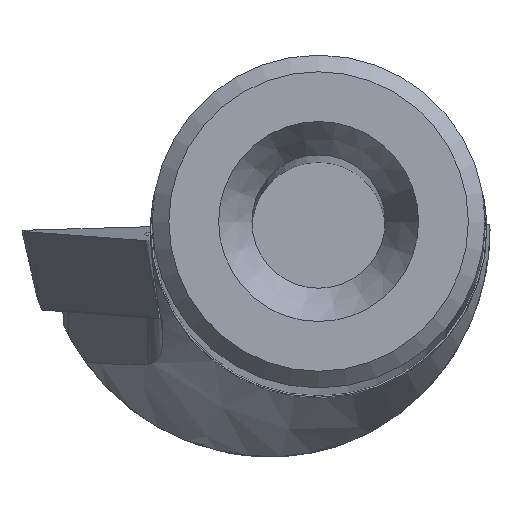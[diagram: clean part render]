
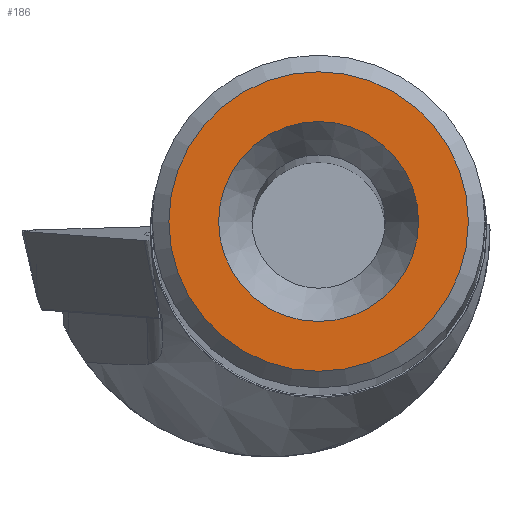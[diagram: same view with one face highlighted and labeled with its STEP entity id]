
A CAD part, top view. The second image highlights one B-rep face of the part: STEP entity #186.
In plain terms, the highlighted planar face has unit normal (0, 0, 1).
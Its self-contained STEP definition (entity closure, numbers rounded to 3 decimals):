
#186=ADVANCED_FACE('',(#367,#368),#222,.T.);
#222=PLANE('',#989);
#367=FACE_BOUND('',#413,.T.);
#368=FACE_BOUND('',#414,.T.);
#413=EDGE_LOOP('',(#556));
#414=EDGE_LOOP('',(#557));
#556=ORIENTED_EDGE('',*,*,#809,.F.);
#557=ORIENTED_EDGE('',*,*,#810,.T.);
#717=VERTEX_POINT('',#1594);
#718=VERTEX_POINT('',#1596);
#809=EDGE_CURVE('',#717,#717,#859,.T.);
#810=EDGE_CURVE('',#718,#718,#860,.T.);
#859=CIRCLE('',#987,3.);
#860=CIRCLE('',#988,4.494);
#987=AXIS2_PLACEMENT_3D('',#1593,#1164,#1165);
#988=AXIS2_PLACEMENT_3D('',#1595,#1166,#1167);
#989=AXIS2_PLACEMENT_3D('',#1597,#1168,#1169);
#1164=DIRECTION('',(0.,0.,1.));
#1165=DIRECTION('',(1.,0.,0.));
#1166=DIRECTION('',(0.,0.,1.));
#1167=DIRECTION('',(1.,0.,0.));
#1168=DIRECTION('',(0.,0.,1.));
#1169=DIRECTION('',(1.,0.,0.));
#1593=CARTESIAN_POINT('',(0.,0.,0.));
#1594=CARTESIAN_POINT('',(3.,0.,0.));
#1595=CARTESIAN_POINT('',(0.,0.,0.));
#1596=CARTESIAN_POINT('',(4.494,0.,0.));
#1597=CARTESIAN_POINT('',(0.,0.,0.));
